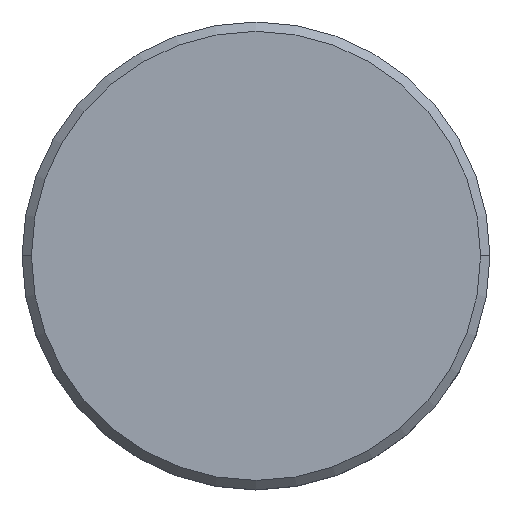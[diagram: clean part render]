
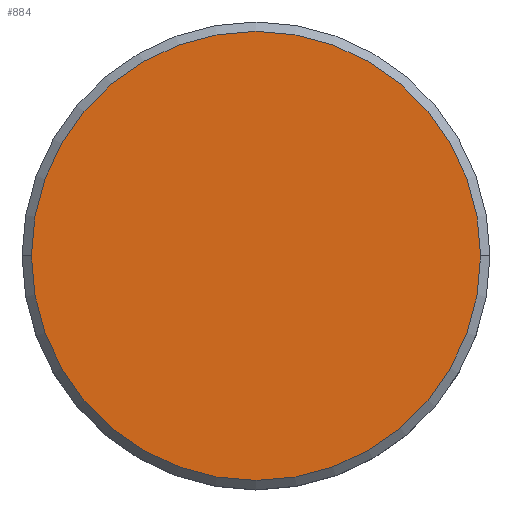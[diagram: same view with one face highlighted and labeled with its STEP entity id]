
A CAD part, top view. The second image highlights one B-rep face of the part: STEP entity #884.
In plain terms, the highlighted planar face has unit normal (0, 0, 1).
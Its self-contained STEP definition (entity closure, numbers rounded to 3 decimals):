
#71 = PLANE ( 'NONE',  #1006 ) ;
#160 = FACE_OUTER_BOUND ( 'NONE', #438, .T. ) ;
#206 = CARTESIAN_POINT ( 'NONE',  ( 12., 0., 0. ) ) ;
#246 = VERTEX_POINT ( 'NONE', #530 ) ;
#260 = CARTESIAN_POINT ( 'NONE',  ( 0., 0., 0. ) ) ;
#389 = CIRCLE ( 'NONE', #599, 12. ) ;
#438 = EDGE_LOOP ( 'NONE', ( #1013, #630 ) ) ;
#460 = CARTESIAN_POINT ( 'NONE',  ( 0., 0., 0. ) ) ;
#527 = AXIS2_PLACEMENT_3D ( 'NONE', #965, #869, #1161 ) ;
#530 = CARTESIAN_POINT ( 'NONE',  ( -12., 0., 0. ) ) ;
#594 = VERTEX_POINT ( 'NONE', #206 ) ;
#599 = AXIS2_PLACEMENT_3D ( 'NONE', #460, #920, #638 ) ;
#630 = ORIENTED_EDGE ( 'NONE', *, *, #1121, .T. ) ;
#638 = DIRECTION ( 'NONE',  ( 1., 0., 0. ) ) ;
#680 = EDGE_CURVE ( 'NONE', #246, #594, #389, .T. ) ;
#739 = DIRECTION ( 'NONE',  ( 1., 0., 0. ) ) ;
#775 = CIRCLE ( 'NONE', #527, 12. ) ;
#818 = DIRECTION ( 'NONE',  ( 0., 0., 1. ) ) ;
#869 = DIRECTION ( 'NONE',  ( 0., 0., 1. ) ) ;
#884 = ADVANCED_FACE ( 'NONE', ( #160 ), #71, .T. ) ;
#920 = DIRECTION ( 'NONE',  ( 0., 0., 1. ) ) ;
#965 = CARTESIAN_POINT ( 'NONE',  ( 0., 0., 0. ) ) ;
#1006 = AXIS2_PLACEMENT_3D ( 'NONE', #260, #818, #739 ) ;
#1013 = ORIENTED_EDGE ( 'NONE', *, *, #680, .T. ) ;
#1121 = EDGE_CURVE ( 'NONE', #594, #246, #775, .T. ) ;
#1161 = DIRECTION ( 'NONE',  ( 1., 0., 0. ) ) ;
